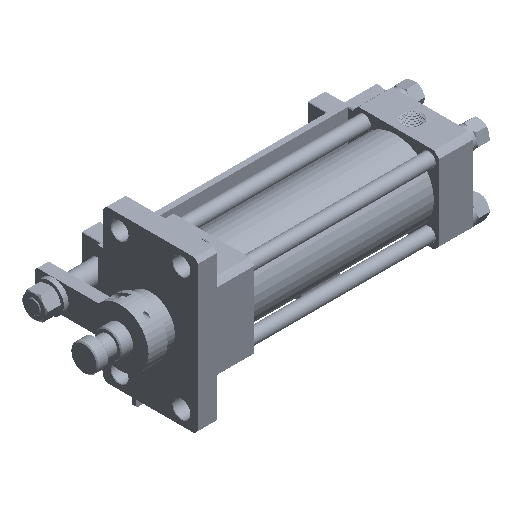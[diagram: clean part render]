
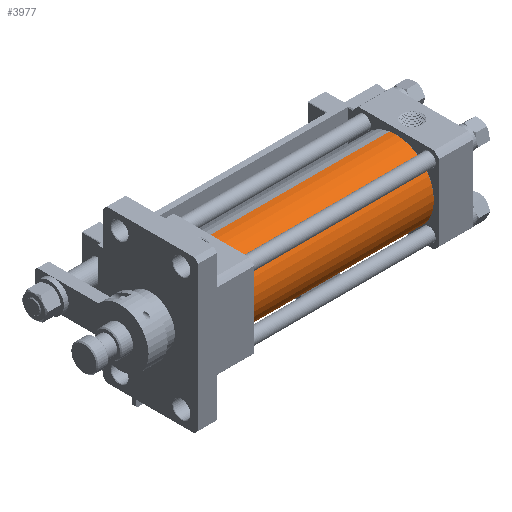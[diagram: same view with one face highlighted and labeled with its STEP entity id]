
A CAD part, isometric view. The second image highlights one B-rep face of the part: STEP entity #3977.
In plain terms, the highlighted cylindrical face has radius 40 mm (diameter 80 mm), a partial arc.
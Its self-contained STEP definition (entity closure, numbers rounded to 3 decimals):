
#3268 = VERTEX_POINT ( 'NONE', #70997 ) ;
#3323 = VERTEX_POINT ( 'NONE', #71149 ) ;
#3460 = EDGE_CURVE ( 'NONE', #3268, #3771, #71535, .T. ) ;
#3468 = EDGE_CURVE ( 'NONE', #3323, #3664, #71585, .T. ) ;
#3664 = VERTEX_POINT ( 'NONE', #72016 ) ;
#3771 = VERTEX_POINT ( 'NONE', #72180 ) ;
#3915 = EDGE_LOOP ( 'NONE', ( #3972, #3961, #3964, #3969 ) ) ;
#3939 = EDGE_CURVE ( 'NONE', #3268, #3323, #26401, .T. ) ;
#3961 = ORIENTED_EDGE ( 'NONE', *, *, #3939, .T. ) ;
#3964 = ORIENTED_EDGE ( 'NONE', *, *, #3468, .T. ) ;
#3969 = ORIENTED_EDGE ( 'NONE', *, *, #3983, .T. ) ;
#3972 = ORIENTED_EDGE ( 'NONE', *, *, #3460, .F. ) ;
#3977 = ADVANCED_FACE ( 'NONE', ( #26652 ), #26565, .T. ) ;
#3983 = EDGE_CURVE ( 'NONE', #3664, #3771, #26645, .T. ) ;
#26401 = CIRCLE ( 'NONE', #26480, 40. ) ;
#26477 = DIRECTION ( 'NONE',  ( 0., 0., -1. ) ) ;
#26479 = DIRECTION ( 'NONE',  ( 0., -1., 0. ) ) ;
#26480 = AXIS2_PLACEMENT_3D ( 'NONE', #26492, #26479, #26477 ) ;
#26492 = CARTESIAN_POINT ( 'NONE',  ( 0., 193.5, 0. ) ) ;
#26565 = CYLINDRICAL_SURFACE ( 'NONE', #26647, 40. ) ;
#26627 = CARTESIAN_POINT ( 'NONE',  ( 0., 0.5, 0. ) ) ;
#26638 = DIRECTION ( 'NONE',  ( 0., 0., -1. ) ) ;
#26641 = DIRECTION ( 'NONE',  ( 0., 0., -1. ) ) ;
#26642 = DIRECTION ( 'NONE',  ( 0., 1., 0. ) ) ;
#26643 = AXIS2_PLACEMENT_3D ( 'NONE', #26627, #26642, #26641 ) ;
#26645 = CIRCLE ( 'NONE', #26643, 40. ) ;
#26646 = CARTESIAN_POINT ( 'NONE',  ( 0., 194., 0. ) ) ;
#26647 = AXIS2_PLACEMENT_3D ( 'NONE', #26646, #26657, #26638 ) ;
#26652 = FACE_OUTER_BOUND ( 'NONE', #3915, .T. ) ;
#26657 = DIRECTION ( 'NONE',  ( 0., -1., 0. ) ) ;
#70997 = CARTESIAN_POINT ( 'NONE',  ( 0., 193.5, 40. ) ) ;
#71149 = CARTESIAN_POINT ( 'NONE',  ( 0., 193.5, -40. ) ) ;
#71534 = CARTESIAN_POINT ( 'NONE',  ( 0., 194., 40. ) ) ;
#71535 = LINE ( 'NONE', #71534, #71538 ) ;
#71538 = VECTOR ( 'NONE', #71588, 1000. ) ;
#71576 = DIRECTION ( 'NONE',  ( 0., -1., 0. ) ) ;
#71577 = VECTOR ( 'NONE', #71576, 1000. ) ;
#71578 = CARTESIAN_POINT ( 'NONE',  ( 0., 194., -40. ) ) ;
#71585 = LINE ( 'NONE', #71578, #71577 ) ;
#71588 = DIRECTION ( 'NONE',  ( 0., -1., 0. ) ) ;
#72016 = CARTESIAN_POINT ( 'NONE',  ( 0., 0.5, -40. ) ) ;
#72180 = CARTESIAN_POINT ( 'NONE',  ( 0., 0.5, 40. ) ) ;
